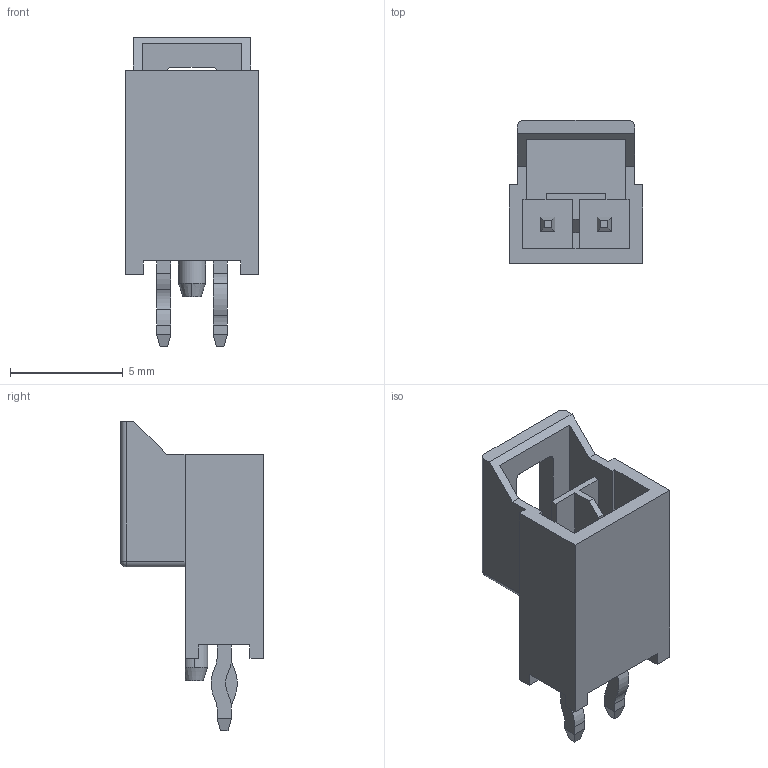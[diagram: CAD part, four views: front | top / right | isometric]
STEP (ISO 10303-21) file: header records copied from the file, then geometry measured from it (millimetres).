
FILE_DESCRIPTION(('STEP AP242'),'1');
FILE_NAME('105309-1102.stp','2021-06-03T10:03:33',('TraceParts'),('TraceParts S.A.'),'Spatial InterOp 3D',' ',' ');
FILE_SCHEMA(('AP242_MANAGED_MODEL_BASED_3D_ENGINEERING_MIM_LF {1 0 10303 442 1 1 4}'));
Length unit declared in the file: millimetre
Products named in the file (1): 105309-1102_1
Bounding box: 5.94 x 6.34 x 13.71 mm (x, y, z)
Volume: 145.7 mm3; surface area: 467.5 mm2
Topology: 1 solids, 1 shells, 116 faces, 317 edges, 211 vertices
Faces by surface type: plane 89, cylinder 23, cone 2, sphere 2
Entity records: 3658 total; most frequent: CARTESIAN_POINT 658, ORIENTED_EDGE 622, DIRECTION 606, EDGE_CURVE 311, LINE 260, VECTOR 260, VERTEX_POINT 199, AXIS2_PLACEMENT_3D 173
